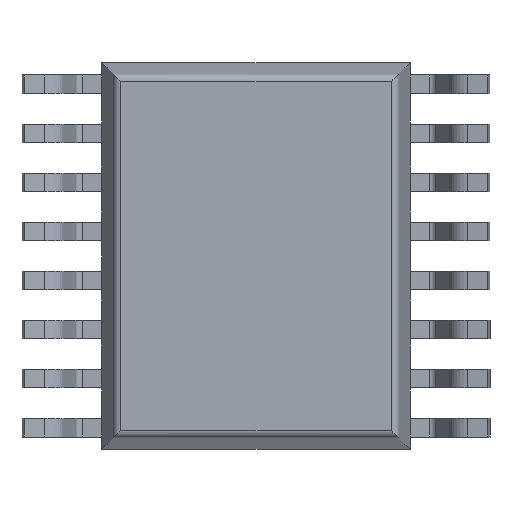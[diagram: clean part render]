
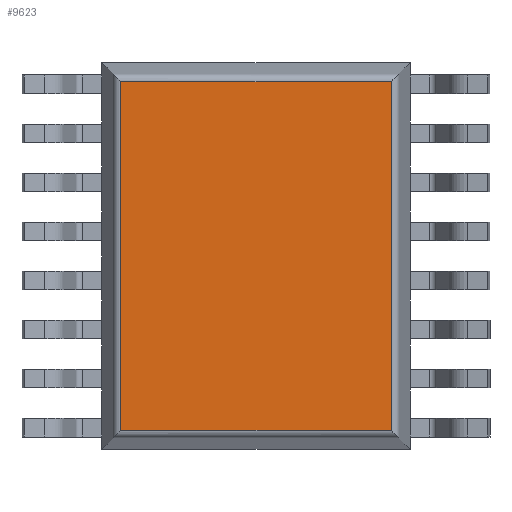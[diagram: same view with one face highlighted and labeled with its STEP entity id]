
A CAD part, front view. The second image highlights one B-rep face of the part: STEP entity #9623.
In plain terms, the highlighted planar face has unit normal (0, -1, 0).
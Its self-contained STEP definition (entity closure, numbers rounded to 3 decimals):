
#199 = PLANE ( 'NONE',  #1122 ) ;
#357 = VECTOR ( 'NONE', #1241, 1000. ) ;
#366 = DIRECTION ( 'NONE',  ( -1., 0., 0. ) ) ;
#540 = VERTEX_POINT ( 'NONE', #7034 ) ;
#625 = LINE ( 'NONE', #4205, #6557 ) ;
#1118 = CARTESIAN_POINT ( 'NONE',  ( 1.749, 0.15, -2.254 ) ) ;
#1122 = AXIS2_PLACEMENT_3D ( 'NONE', #5473, #7130, #3605 ) ;
#1241 = DIRECTION ( 'NONE',  ( 1., 0., 0. ) ) ;
#1446 = ORIENTED_EDGE ( 'NONE', *, *, #2885, .T. ) ;
#2137 = CARTESIAN_POINT ( 'NONE',  ( -1.995, 0.15, -2.254 ) ) ;
#2140 = CARTESIAN_POINT ( 'NONE',  ( -1.749, 0.15, -2.254 ) ) ;
#2320 = VERTEX_POINT ( 'NONE', #2631 ) ;
#2631 = CARTESIAN_POINT ( 'NONE',  ( -1.749, 0.15, 2.254 ) ) ;
#2819 = FACE_OUTER_BOUND ( 'NONE', #4445, .T. ) ;
#2885 = EDGE_CURVE ( 'NONE', #6034, #4531, #3682, .T. ) ;
#3031 = LINE ( 'NONE', #7389, #3354 ) ;
#3040 = ORIENTED_EDGE ( 'NONE', *, *, #9989, .T. ) ;
#3354 = VECTOR ( 'NONE', #4839, 1000. ) ;
#3380 = ORIENTED_EDGE ( 'NONE', *, *, #8166, .T. ) ;
#3605 = DIRECTION ( 'NONE',  ( 0., 0., -1. ) ) ;
#3682 = LINE ( 'NONE', #2137, #357 ) ;
#4205 = CARTESIAN_POINT ( 'NONE',  ( -1.749, 0.15, -2.5 ) ) ;
#4445 = EDGE_LOOP ( 'NONE', ( #3380, #1446, #3040, #6302 ) ) ;
#4531 = VERTEX_POINT ( 'NONE', #1118 ) ;
#4756 = LINE ( 'NONE', #8223, #5302 ) ;
#4839 = DIRECTION ( 'NONE',  ( 0., 0., 1. ) ) ;
#5302 = VECTOR ( 'NONE', #366, 1000. ) ;
#5473 = CARTESIAN_POINT ( 'NONE',  ( -1.995, 0.15, -2.5 ) ) ;
#6034 = VERTEX_POINT ( 'NONE', #2140 ) ;
#6302 = ORIENTED_EDGE ( 'NONE', *, *, #9205, .T. ) ;
#6557 = VECTOR ( 'NONE', #6929, 1000. ) ;
#6929 = DIRECTION ( 'NONE',  ( 0., 0., -1. ) ) ;
#7034 = CARTESIAN_POINT ( 'NONE',  ( 1.749, 0.15, 2.254 ) ) ;
#7130 = DIRECTION ( 'NONE',  ( 0., -1., 0. ) ) ;
#7389 = CARTESIAN_POINT ( 'NONE',  ( 1.749, 0.15, -2.5 ) ) ;
#8166 = EDGE_CURVE ( 'NONE', #2320, #6034, #625, .T. ) ;
#8223 = CARTESIAN_POINT ( 'NONE',  ( -1.995, 0.15, 2.254 ) ) ;
#9205 = EDGE_CURVE ( 'NONE', #540, #2320, #4756, .T. ) ;
#9623 = ADVANCED_FACE ( 'NONE', ( #2819 ), #199, .T. ) ;
#9989 = EDGE_CURVE ( 'NONE', #4531, #540, #3031, .T. ) ;
